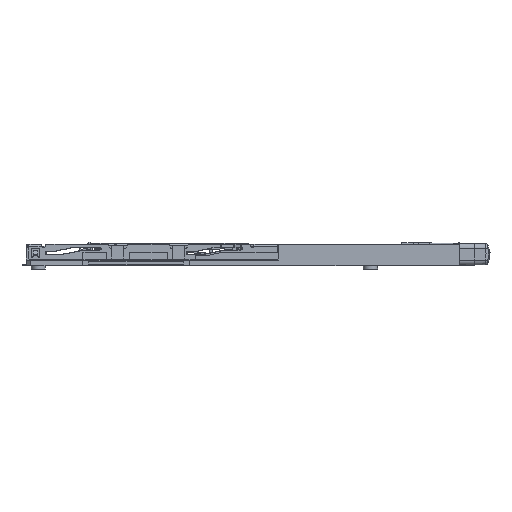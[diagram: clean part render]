
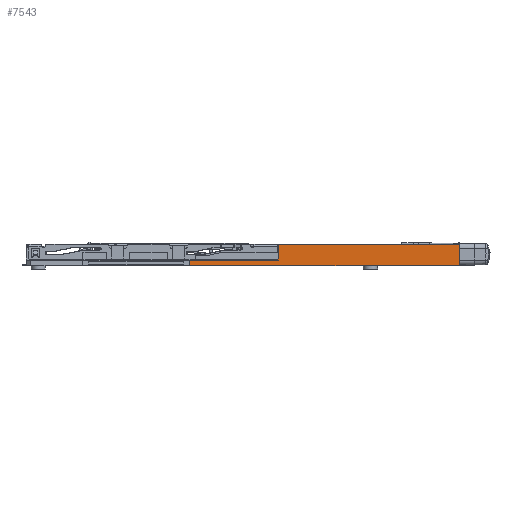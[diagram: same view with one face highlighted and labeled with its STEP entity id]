
A CAD part, left-side view. The second image highlights one B-rep face of the part: STEP entity #7543.
In plain terms, the highlighted planar face has unit normal (-1, 0, 0).
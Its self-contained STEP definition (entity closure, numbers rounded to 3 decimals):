
#3904 = DIRECTION ( 'NONE',  ( 0., 1., 0. ) ) ;
#5743 = CARTESIAN_POINT ( 'NONE',  ( 0., 0., 1.95 ) ) ;
#6050 = CARTESIAN_POINT ( 'NONE',  ( 0., 91.4, 4.5 ) ) ;
#6603 = ORIENTED_EDGE ( 'NONE', *, *, #34056, .F. ) ;
#7543 = ADVANCED_FACE ( 'NONE', ( #78402 ), #28577, .F. ) ;
#8772 = VECTOR ( 'NONE', #55470, 1000. ) ;
#12851 = EDGE_CURVE ( 'NONE', #73785, #57673, #104395, .T. ) ;
#13735 = DIRECTION ( 'NONE',  ( 0., 0., 1. ) ) ;
#17379 = VECTOR ( 'NONE', #13735, 1000. ) ;
#17447 = VERTEX_POINT ( 'NONE', #101977 ) ;
#19003 = VECTOR ( 'NONE', #97182, 1000. ) ;
#21746 = EDGE_CURVE ( 'NONE', #82802, #57673, #105384, .T. ) ;
#21962 = DIRECTION ( 'NONE',  ( 0., -1., 0. ) ) ;
#23065 = LINE ( 'NONE', #6050, #70780 ) ;
#23165 = CARTESIAN_POINT ( 'NONE',  ( 0., 91.4, 1.2 ) ) ;
#23883 = CARTESIAN_POINT ( 'NONE',  ( 0., 57., 1.95 ) ) ;
#28577 = PLANE ( 'NONE',  #82424 ) ;
#29556 = VECTOR ( 'NONE', #61563, 1000. ) ;
#30580 = ORIENTED_EDGE ( 'NONE', *, *, #58047, .F. ) ;
#34056 = EDGE_CURVE ( 'NONE', #82802, #80616, #74788, .T. ) ;
#36955 = ORIENTED_EDGE ( 'NONE', *, *, #92261, .T. ) ;
#41374 = DIRECTION ( 'NONE',  ( 0., 0., 1. ) ) ;
#42409 = EDGE_CURVE ( 'NONE', #73785, #49156, #94461, .T. ) ;
#46115 = VECTOR ( 'NONE', #95663, 1000. ) ;
#46256 = CARTESIAN_POINT ( 'NONE',  ( 0., 51.7, 0.1 ) ) ;
#46339 = EDGE_CURVE ( 'NONE', #80616, #92732, #63648, .T. ) ;
#46596 = CARTESIAN_POINT ( 'NONE',  ( 0., 91.4, 1.95 ) ) ;
#48225 = CARTESIAN_POINT ( 'NONE',  ( 0., 41.1, 0. ) ) ;
#49156 = VERTEX_POINT ( 'NONE', #108275 ) ;
#54544 = CARTESIAN_POINT ( 'NONE',  ( 0., 0., 4.5 ) ) ;
#55470 = DIRECTION ( 'NONE',  ( 0., -1., 0. ) ) ;
#55492 = CARTESIAN_POINT ( 'NONE',  ( 0., 41.1, 0.1 ) ) ;
#57673 = VERTEX_POINT ( 'NONE', #55492 ) ;
#58047 = EDGE_CURVE ( 'NONE', #92732, #17447, #72319, .T. ) ;
#60379 = CARTESIAN_POINT ( 'NONE',  ( 0., 57., 1.2 ) ) ;
#61563 = DIRECTION ( 'NONE',  ( 0., -1., 0. ) ) ;
#63648 = LINE ( 'NONE', #23165, #8772 ) ;
#64451 = VECTOR ( 'NONE', #71475, 1000. ) ;
#68120 = ORIENTED_EDGE ( 'NONE', *, *, #21746, .T. ) ;
#70780 = VECTOR ( 'NONE', #21962, 1000. ) ;
#71475 = DIRECTION ( 'NONE',  ( 0., 0., 1. ) ) ;
#72319 = LINE ( 'NONE', #79470, #17379 ) ;
#73785 = VERTEX_POINT ( 'NONE', #48225 ) ;
#74788 = LINE ( 'NONE', #23883, #86579 ) ;
#75152 = CARTESIAN_POINT ( 'NONE',  ( 0., 38.2, 1.2 ) ) ;
#76742 = EDGE_CURVE ( 'NONE', #17447, #105052, #23065, .T. ) ;
#78402 = FACE_OUTER_BOUND ( 'NONE', #97129, .T. ) ;
#79470 = CARTESIAN_POINT ( 'NONE',  ( 0., 38.2, 1.95 ) ) ;
#80137 = ORIENTED_EDGE ( 'NONE', *, *, #42409, .T. ) ;
#80616 = VERTEX_POINT ( 'NONE', #60379 ) ;
#82424 = AXIS2_PLACEMENT_3D ( 'NONE', #46596, #96452, #3904 ) ;
#82802 = VERTEX_POINT ( 'NONE', #84547 ) ;
#84547 = CARTESIAN_POINT ( 'NONE',  ( 0., 57., 0.1 ) ) ;
#86579 = VECTOR ( 'NONE', #41374, 1000. ) ;
#87317 = CARTESIAN_POINT ( 'NONE',  ( 0., 0., 0. ) ) ;
#92261 = EDGE_CURVE ( 'NONE', #49156, #105052, #107055, .T. ) ;
#92732 = VERTEX_POINT ( 'NONE', #75152 ) ;
#94461 = LINE ( 'NONE', #87317, #29556 ) ;
#95663 = DIRECTION ( 'NONE',  ( 0., 0., 1. ) ) ;
#96452 = DIRECTION ( 'NONE',  ( 1., 0., 0. ) ) ;
#97129 = EDGE_LOOP ( 'NONE', ( #100153, #80137, #36955, #100682, #30580, #102648, #6603, #68120 ) ) ;
#97182 = DIRECTION ( 'NONE',  ( 0., -1., 0. ) ) ;
#100153 = ORIENTED_EDGE ( 'NONE', *, *, #12851, .F. ) ;
#100682 = ORIENTED_EDGE ( 'NONE', *, *, #76742, .F. ) ;
#101977 = CARTESIAN_POINT ( 'NONE',  ( 0., 38.2, 4.5 ) ) ;
#102648 = ORIENTED_EDGE ( 'NONE', *, *, #46339, .F. ) ;
#104395 = LINE ( 'NONE', #106012, #46115 ) ;
#105052 = VERTEX_POINT ( 'NONE', #54544 ) ;
#105384 = LINE ( 'NONE', #46256, #19003 ) ;
#106012 = CARTESIAN_POINT ( 'NONE',  ( 0., 41.1, 1.95 ) ) ;
#107055 = LINE ( 'NONE', #5743, #64451 ) ;
#108275 = CARTESIAN_POINT ( 'NONE',  ( 0., 0., 0. ) ) ;
